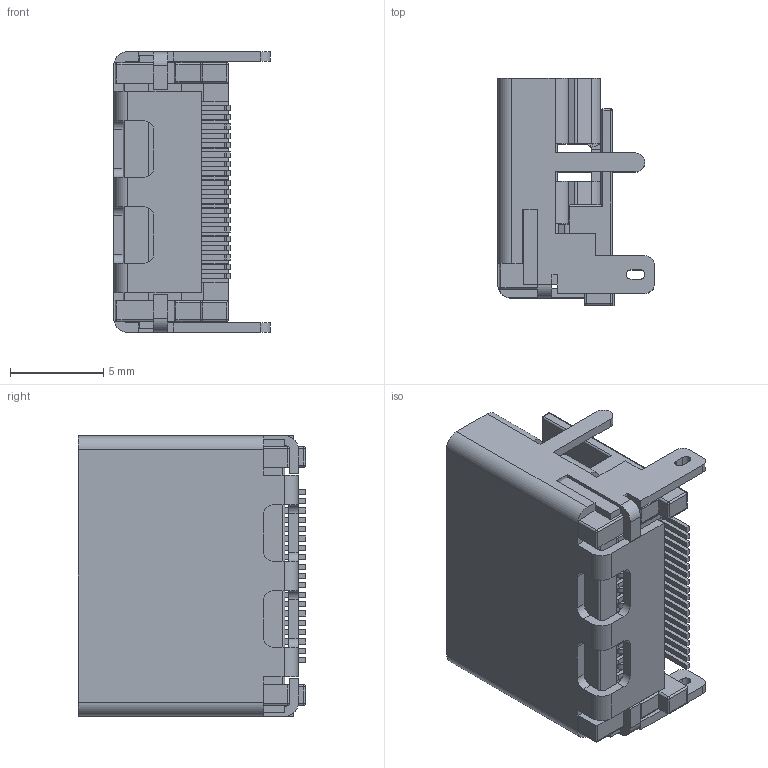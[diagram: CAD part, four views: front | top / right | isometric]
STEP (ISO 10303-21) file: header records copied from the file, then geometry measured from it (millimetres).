
FILE_DESCRIPTION(('STEP AP203'),'1');
FILE_NAME('66167.stp','2016-05-23T00:33:03',('TraceParts'),('TraceParts S.A.'),'Spatial InterOp 3D',' ',' ');
FILE_SCHEMA(('CONFIG_CONTROL_DESIGN'));
Length unit declared in the file: millimetre
Products named in the file (2): 1; 2
Bounding box: 8.38 x 12.15 x 15 mm (x, y, z)
Volume: 516.1 mm3; surface area: 2012 mm2
Topology: 2 solids, 2 shells, 1036 faces, 2870 edges, 1782 vertices
Faces by surface type: plane 670, cylinder 304, sphere 32, bspline 18, torus 12
Entity records: 32682 total; most frequent: CARTESIAN_POINT 5988, ORIENTED_EDGE 5680, DIRECTION 5444, EDGE_CURVE 2840, LINE 2208, VECTOR 2208, VERTEX_POINT 1782, AXIS2_PLACEMENT_3D 1618
